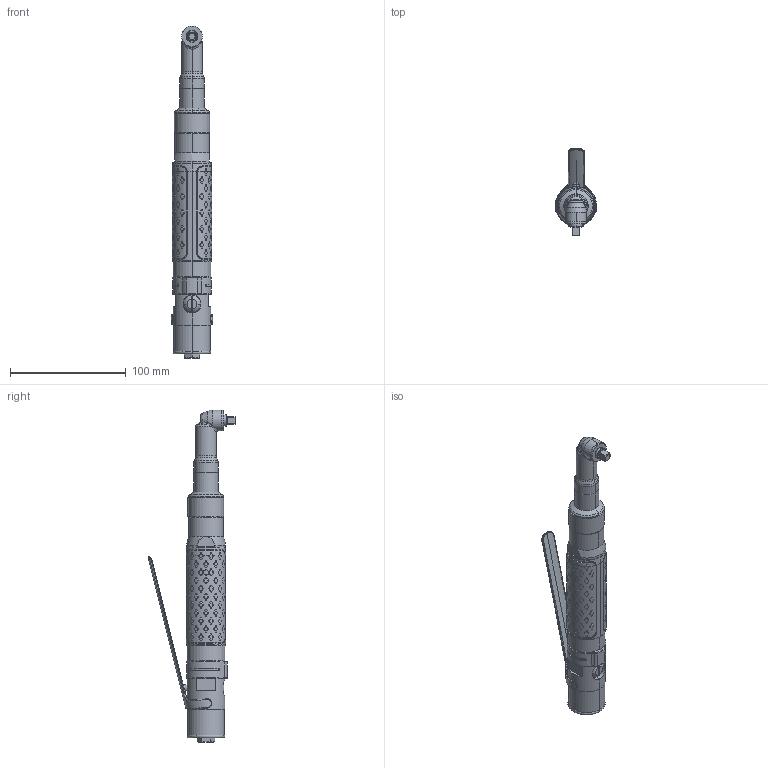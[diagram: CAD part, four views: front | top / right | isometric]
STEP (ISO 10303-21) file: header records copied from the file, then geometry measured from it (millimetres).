
FILE_DESCRIPTION((''),'2;1');
FILE_NAME('8431027808','2019-03-08T15:05:18',('Toocsr'),(''),'CREO PARAMETRIC BY PTC INC, 2018100','CREO PARAMETRIC BY PTC INC, 2018100','');
FILE_SCHEMA(('CONFIG_CONTROL_DESIGN','GEOMETRIC_VALIDATION_PROPERTIES_MIM'));
Length unit declared in the file: millimetre
Products named in the file (1): 8431027808
Bounding box: 35.58 x 76.06 x 287.15 mm (x, y, z)
Volume: 81229 mm3; surface area: 74880.6 mm2
Topology: 1 solids, 1 shells, 1469 faces, 3822 edges, 2471 vertices
Faces by surface type: plane 531, cone 450, cylinder 338, torus 78, bspline 64, sphere 8
Entity records: 71327 total; most frequent: CARTESIAN_POINT 29158, ORIENTED_EDGE 7640, DIRECTION 5493, EDGE_CURVE 3820, VERTEX_POINT 2471, AXIS2_PLACEMENT_3D 2135, B_SPLINE_CURVE_WITH_KNOTS 1867, EDGE_LOOP 1623
